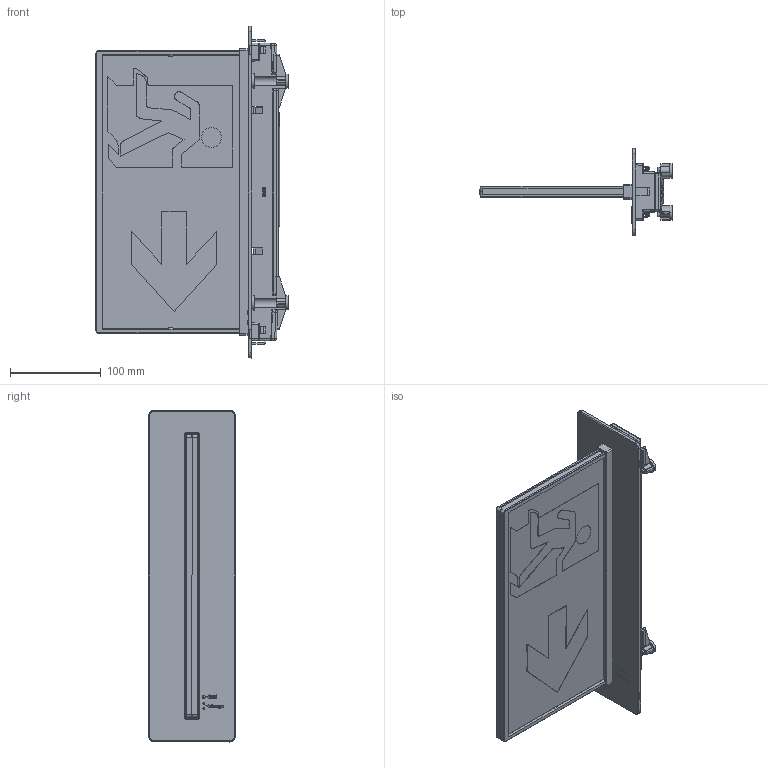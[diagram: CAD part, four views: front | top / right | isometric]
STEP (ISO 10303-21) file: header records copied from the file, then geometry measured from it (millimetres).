
FILE_DESCRIPTION((''),'2;1');
FILE_NAME('PRT0004','2025-09-18T',('ainger.jiang'),(''),'CREO PARAMETRIC BY PTC INC, 2015480','CREO PARAMETRIC BY PTC INC, 2015480','');
FILE_SCHEMA(('CONFIG_CONTROL_DESIGN'));
Products named in the file (1): PRT0004
Bounding box: 211.35 x 95.28 x 365.28 mm (x, y, z)
Volume: 297350.1 mm3; surface area: 409632.2 mm2
Topology: 5 solids, 57 shells, 6410 faces, 17936 edges, 11844 vertices
Faces by surface type: plane 4381, bspline 1045, extrusion 482, cone 278, cylinder 194, torus 18, sphere 12
Entity records: 252554 total; most frequent: CARTESIAN_POINT 98325, ORIENTED_EDGE 35848, DIRECTION 24614, EDGE_CURVE 17924, VECTOR 13562, LINE 13080, VERTEX_POINT 11844, EDGE_LOOP 6770
